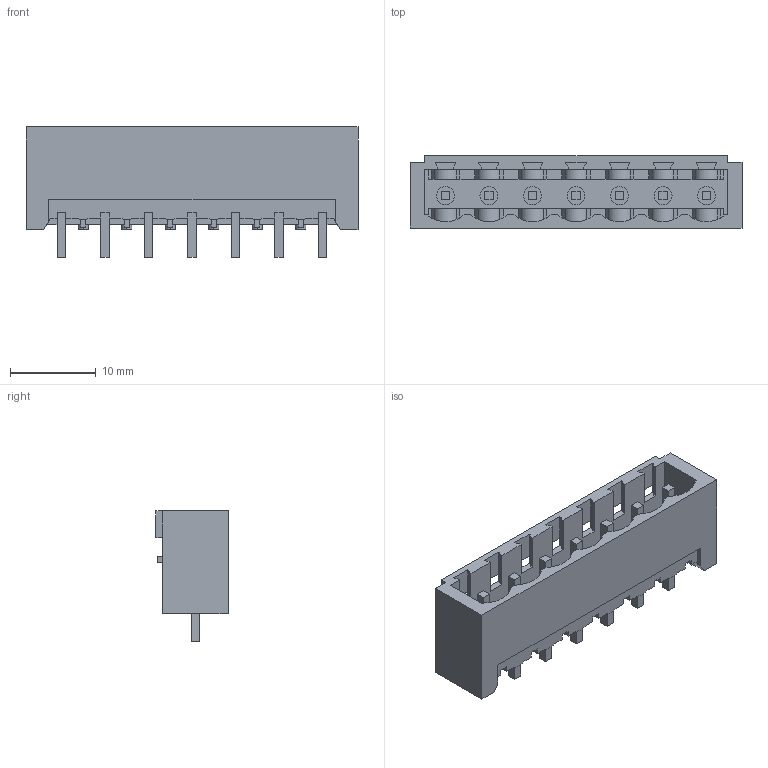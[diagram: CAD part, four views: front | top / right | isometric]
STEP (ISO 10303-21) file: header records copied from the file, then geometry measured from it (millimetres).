
FILE_DESCRIPTION(('CATIA V5 STEP Exchange','CAx-IF Rec.Pracs.--- Model Styling and Organization---1.2---2011-12-15'),'2;1');
FILE_NAME ('D1457022_0', '2018-03-21T13:00:20+00:00', ('none'), ('Weidmueller'), 'CATIA Version 5-6 Release 2014', 'CATIA V5 STEP AP214', 'none');
FILE_SCHEMA(('AUTOMOTIVE_DESIGN { 1 0 10303 214 1 1 1 1 }'));
Length unit declared in the file: millimetre
Products named in the file (1): 1838260000
Bounding box: 38.76 x 8.43 x 15.2 mm (x, y, z)
Volume: 1533.3 mm3; surface area: 3355.4 mm2
Topology: 8 solids, 8 shells, 419 faces, 1323 edges, 908 vertices
Faces by surface type: plane 349, cylinder 63, extrusion 7
Entity records: 14931 total; most frequent: CARTESIAN_POINT 3324, ORIENTED_EDGE 2646, DIRECTION 2023, EDGE_CURVE 1323, VECTOR 1081, LINE 1074, VERTEX_POINT 908, AXIS2_PLACEMENT_3D 530
